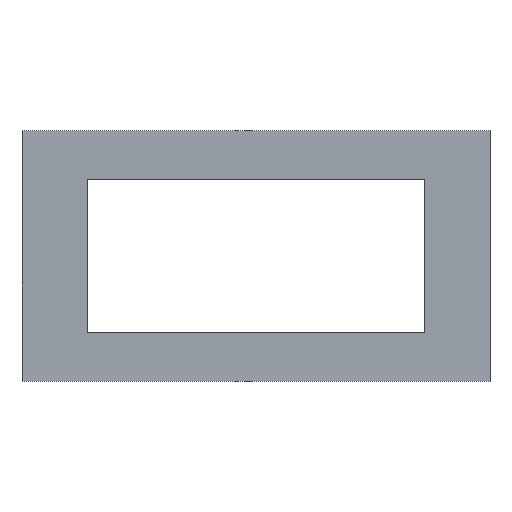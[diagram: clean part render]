
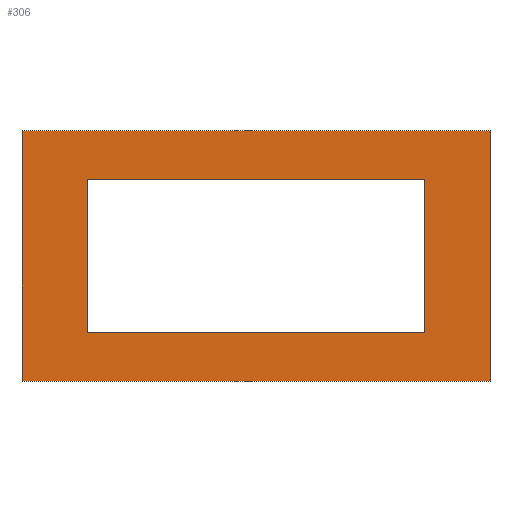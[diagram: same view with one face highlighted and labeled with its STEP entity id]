
A CAD part, top view. The second image highlights one B-rep face of the part: STEP entity #306.
In plain terms, the highlighted planar face has unit normal (0, 0, 1).
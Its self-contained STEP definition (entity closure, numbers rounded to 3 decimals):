
#3 = DIRECTION ( 'NONE',  ( -1., 0., 0. ) ) ;
#4 = LINE ( 'NONE', #331, #90 ) ;
#18 = VECTOR ( 'NONE', #314, 1000. ) ;
#19 = ORIENTED_EDGE ( 'NONE', *, *, #399, .T. ) ;
#32 = CARTESIAN_POINT ( 'NONE',  ( 0., 0., 4. ) ) ;
#47 = ORIENTED_EDGE ( 'NONE', *, *, #235, .F. ) ;
#58 = LINE ( 'NONE', #302, #73 ) ;
#72 = LINE ( 'NONE', #261, #382 ) ;
#73 = VECTOR ( 'NONE', #335, 1000. ) ;
#78 = DIRECTION ( 'NONE',  ( -1., 0., 0. ) ) ;
#86 = EDGE_CURVE ( 'NONE', #121, #287, #4, .T. ) ;
#90 = VECTOR ( 'NONE', #78, 1000. ) ;
#92 = DIRECTION ( 'NONE',  ( 1., 0., 0. ) ) ;
#101 = LINE ( 'NONE', #211, #437 ) ;
#107 = VECTOR ( 'NONE', #153, 1000. ) ;
#114 = EDGE_LOOP ( 'NONE', ( #334, #19, #271, #239 ) ) ;
#115 = CARTESIAN_POINT ( 'NONE',  ( 6., 4.45, 4. ) ) ;
#118 = VERTEX_POINT ( 'NONE', #174 ) ;
#119 = DIRECTION ( 'NONE',  ( 1., 0., 0. ) ) ;
#121 = VERTEX_POINT ( 'NONE', #348 ) ;
#127 = CARTESIAN_POINT ( 'NONE',  ( 43., 0., 4. ) ) ;
#134 = VECTOR ( 'NONE', #277, 1000. ) ;
#139 = VERTEX_POINT ( 'NONE', #376 ) ;
#153 = DIRECTION ( 'NONE',  ( 0., -1., 0. ) ) ;
#157 = CARTESIAN_POINT ( 'NONE',  ( 0., 0., 4. ) ) ;
#174 = CARTESIAN_POINT ( 'NONE',  ( 37., 18.55, 4. ) ) ;
#178 = LINE ( 'NONE', #466, #134 ) ;
#189 = DIRECTION ( 'NONE',  ( 0., 0., 1. ) ) ;
#191 = CARTESIAN_POINT ( 'NONE',  ( 6., 18.55, 4. ) ) ;
#202 = EDGE_CURVE ( 'NONE', #139, #118, #178, .T. ) ;
#211 = CARTESIAN_POINT ( 'NONE',  ( 6., 4.45, 4. ) ) ;
#217 = ORIENTED_EDGE ( 'NONE', *, *, #313, .F. ) ;
#226 = LINE ( 'NONE', #368, #107 ) ;
#233 = EDGE_LOOP ( 'NONE', ( #217, #343, #47, #245 ) ) ;
#235 = EDGE_CURVE ( 'NONE', #412, #139, #101, .T. ) ;
#239 = ORIENTED_EDGE ( 'NONE', *, *, #273, .T. ) ;
#245 = ORIENTED_EDGE ( 'NONE', *, *, #458, .F. ) ;
#251 = CARTESIAN_POINT ( 'NONE',  ( 0., 23., 4. ) ) ;
#261 = CARTESIAN_POINT ( 'NONE',  ( 37., 18.55, 4. ) ) ;
#268 = VERTEX_POINT ( 'NONE', #283 ) ;
#270 = LINE ( 'NONE', #157, #316 ) ;
#271 = ORIENTED_EDGE ( 'NONE', *, *, #431, .T. ) ;
#273 = EDGE_CURVE ( 'NONE', #465, #121, #353, .T. ) ;
#277 = DIRECTION ( 'NONE',  ( 0., 1., 0. ) ) ;
#283 = CARTESIAN_POINT ( 'NONE',  ( 0., 0., 4. ) ) ;
#287 = VERTEX_POINT ( 'NONE', #251 ) ;
#302 = CARTESIAN_POINT ( 'NONE',  ( 6., 18.55, 4. ) ) ;
#306 = ADVANCED_FACE ( 'NONE', ( #391, #358 ), #361, .T. ) ;
#313 = EDGE_CURVE ( 'NONE', #118, #409, #72, .T. ) ;
#314 = DIRECTION ( 'NONE',  ( 0., 1., 0. ) ) ;
#316 = VECTOR ( 'NONE', #119, 1000. ) ;
#331 = CARTESIAN_POINT ( 'NONE',  ( 43., 23., 4. ) ) ;
#334 = ORIENTED_EDGE ( 'NONE', *, *, #86, .T. ) ;
#335 = DIRECTION ( 'NONE',  ( 0., -1., 0. ) ) ;
#343 = ORIENTED_EDGE ( 'NONE', *, *, #202, .F. ) ;
#348 = CARTESIAN_POINT ( 'NONE',  ( 43., 23., 4. ) ) ;
#353 = LINE ( 'NONE', #426, #18 ) ;
#357 = AXIS2_PLACEMENT_3D ( 'NONE', #32, #189, #363 ) ;
#358 = FACE_BOUND ( 'NONE', #233, .T. ) ;
#361 = PLANE ( 'NONE',  #357 ) ;
#363 = DIRECTION ( 'NONE',  ( 1., 0., 0. ) ) ;
#368 = CARTESIAN_POINT ( 'NONE',  ( 0., 23., 4. ) ) ;
#376 = CARTESIAN_POINT ( 'NONE',  ( 37., 4.45, 4. ) ) ;
#382 = VECTOR ( 'NONE', #3, 1000. ) ;
#391 = FACE_OUTER_BOUND ( 'NONE', #114, .T. ) ;
#399 = EDGE_CURVE ( 'NONE', #287, #268, #226, .T. ) ;
#409 = VERTEX_POINT ( 'NONE', #191 ) ;
#412 = VERTEX_POINT ( 'NONE', #115 ) ;
#426 = CARTESIAN_POINT ( 'NONE',  ( 43., 0., 4. ) ) ;
#431 = EDGE_CURVE ( 'NONE', #268, #465, #270, .T. ) ;
#437 = VECTOR ( 'NONE', #92, 1000. ) ;
#458 = EDGE_CURVE ( 'NONE', #409, #412, #58, .T. ) ;
#465 = VERTEX_POINT ( 'NONE', #127 ) ;
#466 = CARTESIAN_POINT ( 'NONE',  ( 37., 4.45, 4. ) ) ;
